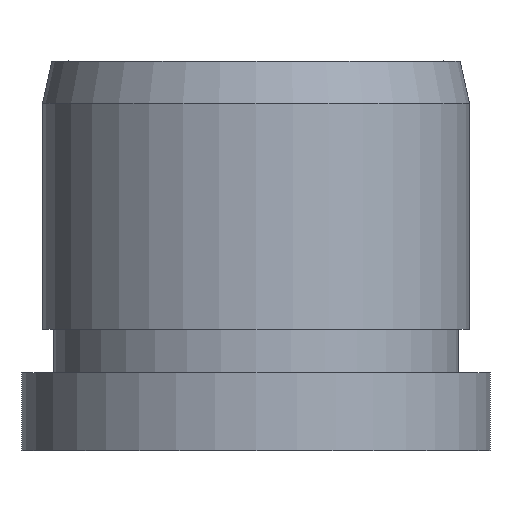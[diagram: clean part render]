
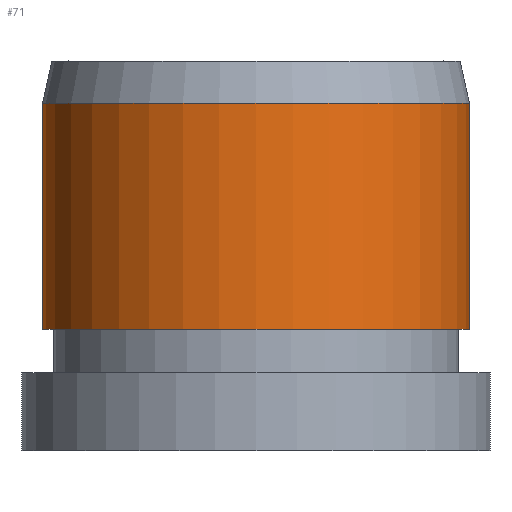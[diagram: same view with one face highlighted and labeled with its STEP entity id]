
A CAD part, left-side view. The second image highlights one B-rep face of the part: STEP entity #71.
In plain terms, the highlighted cylindrical face has radius 13.685 mm (diameter 27.37 mm), a full revolution.
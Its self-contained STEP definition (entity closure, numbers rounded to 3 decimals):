
#71=ADVANCED_FACE('',(#94,#95),#87,.T.);
#87=CYLINDRICAL_SURFACE('',#261,13.685);
#94=FACE_BOUND('',#120,.T.);
#95=FACE_BOUND('',#121,.T.);
#120=EDGE_LOOP('',(#150));
#121=EDGE_LOOP('',(#151));
#150=ORIENTED_EDGE('',*,*,#218,.T.);
#151=ORIENTED_EDGE('',*,*,#219,.F.);
#198=VERTEX_POINT('',#367);
#199=VERTEX_POINT('',#369);
#218=EDGE_CURVE('',#198,#198,#242,.T.);
#219=EDGE_CURVE('',#199,#199,#243,.T.);
#242=CIRCLE('',#259,13.685);
#243=CIRCLE('',#260,13.685);
#259=AXIS2_PLACEMENT_3D('',#366,#293,#294);
#260=AXIS2_PLACEMENT_3D('',#368,#295,#296);
#261=AXIS2_PLACEMENT_3D('',#370,#297,#298);
#293=DIRECTION('',(0.,0.,-1.));
#294=DIRECTION('',(1.,0.,0.));
#295=DIRECTION('',(0.,0.,-1.));
#296=DIRECTION('',(-1.,0.,0.));
#297=DIRECTION('',(0.,0.,-1.));
#298=DIRECTION('',(-1.,0.,0.));
#366=CARTESIAN_POINT('',(-105.75,-30.,17.3));
#367=CARTESIAN_POINT('',(-92.065,-30.,17.3));
#368=CARTESIAN_POINT('',(-105.75,-30.,2.8));
#369=CARTESIAN_POINT('',(-119.435,-30.,2.8));
#370=CARTESIAN_POINT('',(-105.75,-30.,20.));
